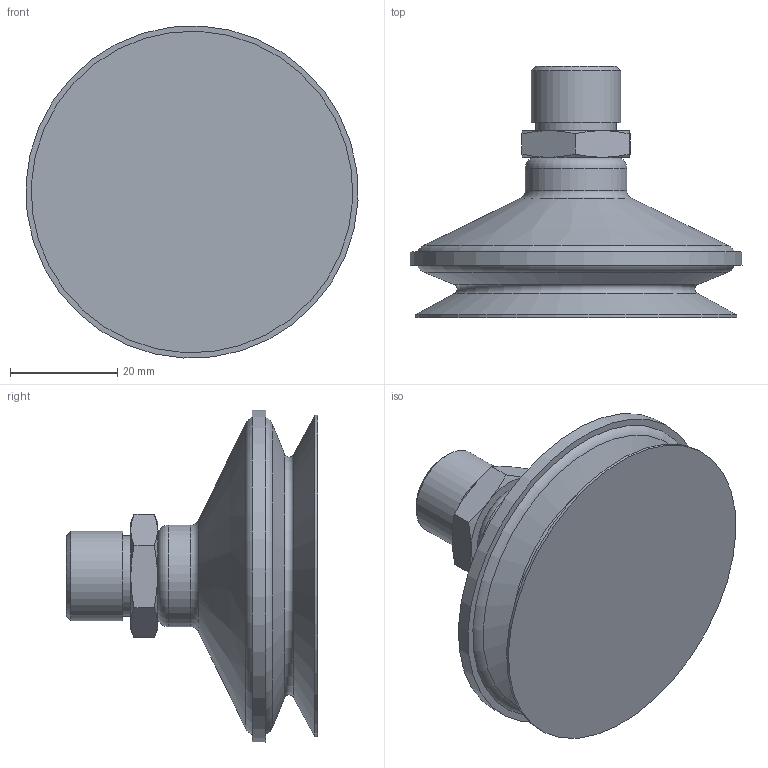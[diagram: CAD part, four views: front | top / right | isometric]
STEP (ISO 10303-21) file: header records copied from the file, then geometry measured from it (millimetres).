
FILE_DESCRIPTION(/* description */ (''),/* implementation_level */ '2;1');
FILE_NAME(/* name */ 'vf61pur_rac7r3-8m.stp',/* time_stamp */ '2020-09-25T10:00:01+02:00',/* author */ ('enginyeria'),/* organization */ (''),/* preprocessor_version */ 'ST-DEVELOPER v17.2',/* originating_system */ 'Autodesk Inventor 2019',/* authorisation */ '');
FILE_SCHEMA (('CONFIG_CONTROL_DESIGN'));
Length unit declared in the file: millimetre
Products named in the file (1): vf61pur_rac7r3-8m
Bounding box: 61.93 x 46.86 x 61.93 mm (x, y, z)
Volume: 48998.5 mm3; surface area: 11902.6 mm2
Topology: 1 solids, 1 shells, 42 faces, 108 edges, 74 vertices
Faces by surface type: cone 17, plane 14, cylinder 6, torus 5
Full cylindrical faces by diameter (mm): 6 x1, 14.95 x1, 16.662 x1, 19 x1, 60 x1, 62 x1
Entity records: 1404 total; most frequent: CARTESIAN_POINT 273, DIRECTION 237, ORIENTED_EDGE 216, AXIS2_PLACEMENT_3D 110, EDGE_CURVE 108, VERTEX_POINT 74, CIRCLE 67, EDGE_LOOP 48
